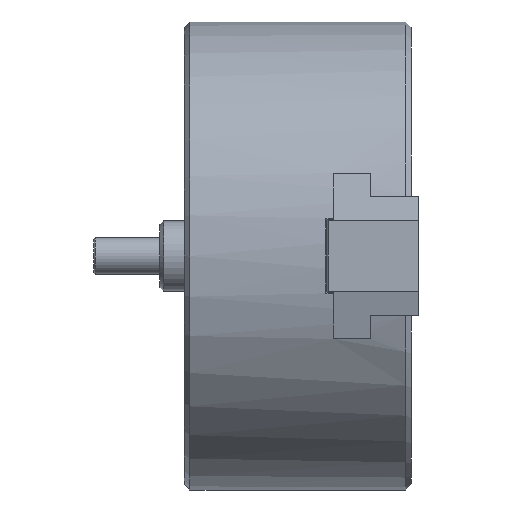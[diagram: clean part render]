
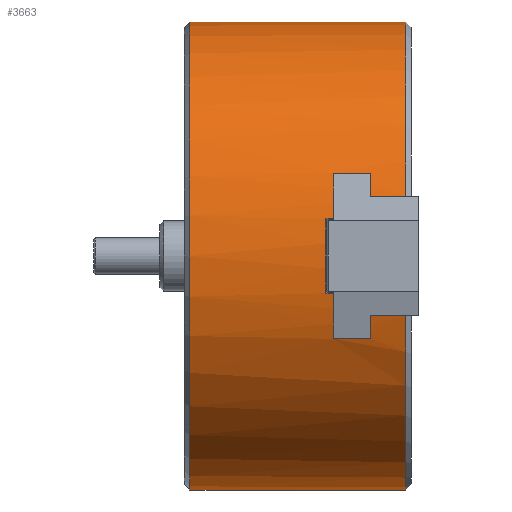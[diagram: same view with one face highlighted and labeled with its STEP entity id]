
A CAD part, front view. The second image highlights one B-rep face of the part: STEP entity #3663.
In plain terms, the highlighted cylindrical face has radius 127 mm (diameter 254 mm), a partial arc.
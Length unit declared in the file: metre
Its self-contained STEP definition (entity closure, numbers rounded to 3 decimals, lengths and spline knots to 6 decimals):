
#19 = CARTESIAN_POINT ( 'NONE',  ( 0.081, -0.125375, -0.02025 ) ) ;
#172 = CIRCLE ( 'NONE', #4975, 0.127 ) ;
#234 = AXIS2_PLACEMENT_3D ( 'NONE', #2608, #7346, #3289 ) ;
#246 = CARTESIAN_POINT ( 'NONE',  ( 0., -0.125375, -0.02025 ) ) ;
#392 = EDGE_CURVE ( 'NONE', #2430, #2915, #1162, .T. ) ;
#471 = AXIS2_PLACEMENT_3D ( 'NONE', #676, #5416, #1365 ) ;
#676 = CARTESIAN_POINT ( 'NONE',  ( 0.12, 0., 0. ) ) ;
#1162 = LINE ( 'NONE', #7873, #8175 ) ;
#1195 = CARTESIAN_POINT ( 'NONE',  ( 0.101, 0., 0. ) ) ;
#1341 = VECTOR ( 'NONE', #7412, 1. ) ;
#1365 = DIRECTION ( 'NONE',  ( 0., 0., 1. ) ) ;
#1414 = EDGE_CURVE ( 'NONE', #3915, #5765, #2743, .T. ) ;
#1418 = CARTESIAN_POINT ( 'NONE',  ( 0., 0., 0. ) ) ;
#1551 = CARTESIAN_POINT ( 'NONE',  ( 0.0767, -0.125375, 0.02025 ) ) ;
#1562 = LINE ( 'NONE', #6055, #1341 ) ;
#1738 = EDGE_CURVE ( 'NONE', #8401, #3420, #2121, .T. ) ;
#1778 = VERTEX_POINT ( 'NONE', #19 ) ;
#1790 = EDGE_LOOP ( 'NONE', ( #2301, #7012, #3514, #4875, #6382, #4567, #7643, #7361, #3083, #1814, #4951, #5852, #7075, #8671, #4561, #4658 ) ) ;
#1812 = VERTEX_POINT ( 'NONE', #8214 ) ;
#1814 = ORIENTED_EDGE ( 'NONE', *, *, #3476, .T. ) ;
#1875 = DIRECTION ( 'NONE',  ( 0., 0., -1. ) ) ;
#1913 = DIRECTION ( 'NONE',  ( -1., 0., 0. ) ) ;
#1915 = CARTESIAN_POINT ( 'NONE',  ( 0.081, 0., 0. ) ) ;
#2005 = CARTESIAN_POINT ( 'NONE',  ( 0.081, -0.125375, 0.02025 ) ) ;
#2117 = DIRECTION ( 'NONE',  ( 1., 0., 0. ) ) ;
#2121 = CIRCLE ( 'NONE', #4046, 0.127 ) ;
#2133 = CARTESIAN_POINT ( 'NONE',  ( 0., -0.122771, -0.0325 ) ) ;
#2254 = VERTEX_POINT ( 'NONE', #6231 ) ;
#2301 = ORIENTED_EDGE ( 'NONE', *, *, #5704, .F. ) ;
#2320 = AXIS2_PLACEMENT_3D ( 'NONE', #1915, #6652, #2593 ) ;
#2387 = CIRCLE ( 'NONE', #3614, 0.127 ) ;
#2406 = VERTEX_POINT ( 'NONE', #8154 ) ;
#2430 = VERTEX_POINT ( 'NONE', #6792 ) ;
#2522 = AXIS2_PLACEMENT_3D ( 'NONE', #1418, #7513, #2767 ) ;
#2524 = CARTESIAN_POINT ( 'NONE',  ( 0.12, -0.122771, -0.0325 ) ) ;
#2589 = VECTOR ( 'NONE', #6191, 1. ) ;
#2592 = DIRECTION ( 'NONE',  ( 1., 0., 0. ) ) ;
#2593 = DIRECTION ( 'NONE',  ( 0., 0., 1. ) ) ;
#2608 = CARTESIAN_POINT ( 'NONE',  ( 0.0767, 0., 0. ) ) ;
#2629 = CIRCLE ( 'NONE', #234, 0.127 ) ;
#2743 = CIRCLE ( 'NONE', #4665, 0.127 ) ;
#2767 = DIRECTION ( 'NONE',  ( 0., 0., 1. ) ) ;
#2915 = VERTEX_POINT ( 'NONE', #6751 ) ;
#2918 = EDGE_CURVE ( 'NONE', #2406, #8140, #7606, .T. ) ;
#2997 = LINE ( 'NONE', #4814, #6383 ) ;
#3016 = EDGE_CURVE ( 'NONE', #4543, #1812, #7157, .T. ) ;
#3083 = ORIENTED_EDGE ( 'NONE', *, *, #5149, .T. ) ;
#3289 = DIRECTION ( 'NONE',  ( 0., 0., 1. ) ) ;
#3420 = VERTEX_POINT ( 'NONE', #2524 ) ;
#3423 = EDGE_CURVE ( 'NONE', #2915, #5746, #2387, .T. ) ;
#3476 = EDGE_CURVE ( 'NONE', #6921, #2430, #172, .T. ) ;
#3498 = CARTESIAN_POINT ( 'NONE',  ( 0.003, 0., 0. ) ) ;
#3514 = ORIENTED_EDGE ( 'NONE', *, *, #7023, .T. ) ;
#3569 = EDGE_CURVE ( 'NONE', #8140, #4543, #1562, .T. ) ;
#3614 = AXIS2_PLACEMENT_3D ( 'NONE', #1195, #5933, #1875 ) ;
#3663 = ADVANCED_FACE ( 'NONE', ( #8021 ), #7804, .T. ) ;
#3709 = DIRECTION ( 'NONE',  ( -1., 0., 0. ) ) ;
#3844 = EDGE_CURVE ( 'NONE', #1778, #5493, #4736, .T. ) ;
#3915 = VERTEX_POINT ( 'NONE', #7766 ) ;
#3952 = CARTESIAN_POINT ( 'NONE',  ( 0.081, 0., 0. ) ) ;
#4046 = AXIS2_PLACEMENT_3D ( 'NONE', #6649, #1913, #4532 ) ;
#4178 = DIRECTION ( 'NONE',  ( 0., 0., -1. ) ) ;
#4299 = DIRECTION ( 'NONE',  ( -1., 0., 0. ) ) ;
#4385 = VECTOR ( 'NONE', #2117, 1. ) ;
#4532 = DIRECTION ( 'NONE',  ( 0., 0., 1. ) ) ;
#4543 = VERTEX_POINT ( 'NONE', #6925 ) ;
#4561 = ORIENTED_EDGE ( 'NONE', *, *, #3569, .T. ) ;
#4567 = ORIENTED_EDGE ( 'NONE', *, *, #6804, .T. ) ;
#4626 = DIRECTION ( 'NONE',  ( 0., 0., 1. ) ) ;
#4658 = ORIENTED_EDGE ( 'NONE', *, *, #3016, .T. ) ;
#4665 = AXIS2_PLACEMENT_3D ( 'NONE', #7329, #2592, #6651 ) ;
#4736 = LINE ( 'NONE', #246, #6758 ) ;
#4814 = CARTESIAN_POINT ( 'NONE',  ( 0., 0., -0.127 ) ) ;
#4875 = ORIENTED_EDGE ( 'NONE', *, *, #1414, .T. ) ;
#4951 = ORIENTED_EDGE ( 'NONE', *, *, #392, .T. ) ;
#4975 = AXIS2_PLACEMENT_3D ( 'NONE', #3952, #8699, #4626 ) ;
#5149 = EDGE_CURVE ( 'NONE', #7560, #6921, #6400, .T. ) ;
#5165 = EDGE_CURVE ( 'NONE', #5746, #2406, #7997, .T. ) ;
#5416 = DIRECTION ( 'NONE',  ( -1., 0., 0. ) ) ;
#5467 = DIRECTION ( 'NONE',  ( -1., 0., 0. ) ) ;
#5493 = VERTEX_POINT ( 'NONE', #5851 ) ;
#5704 = EDGE_CURVE ( 'NONE', #8401, #1812, #2997, .T. ) ;
#5718 = VECTOR ( 'NONE', #5995, 1. ) ;
#5746 = VERTEX_POINT ( 'NONE', #6888 ) ;
#5752 = AXIS2_PLACEMENT_3D ( 'NONE', #3498, #8238, #4178 ) ;
#5765 = VERTEX_POINT ( 'NONE', #8257 ) ;
#5851 = CARTESIAN_POINT ( 'NONE',  ( 0.0767, -0.125375, -0.02025 ) ) ;
#5852 = ORIENTED_EDGE ( 'NONE', *, *, #3423, .T. ) ;
#5854 = DIRECTION ( 'NONE',  ( 1., 0., 0. ) ) ;
#5904 = CARTESIAN_POINT ( 'NONE',  ( 0.12, 0., -0.127 ) ) ;
#5933 = DIRECTION ( 'NONE',  ( 1., 0., 0. ) ) ;
#5995 = DIRECTION ( 'NONE',  ( -1., 0., 0. ) ) ;
#6055 = CARTESIAN_POINT ( 'NONE',  ( 0., 0., 0.127 ) ) ;
#6191 = DIRECTION ( 'NONE',  ( 1., 0., 0. ) ) ;
#6231 = CARTESIAN_POINT ( 'NONE',  ( 0.081, -0.11876, -0.045 ) ) ;
#6382 = ORIENTED_EDGE ( 'NONE', *, *, #8490, .T. ) ;
#6383 = VECTOR ( 'NONE', #5467, 1. ) ;
#6400 = LINE ( 'NONE', #6854, #4385 ) ;
#6649 = CARTESIAN_POINT ( 'NONE',  ( 0.12, 0., 0. ) ) ;
#6651 = DIRECTION ( 'NONE',  ( 0., 0., -1. ) ) ;
#6652 = DIRECTION ( 'NONE',  ( -1., 0., 0. ) ) ;
#6751 = CARTESIAN_POINT ( 'NONE',  ( 0.101, -0.11876, 0.045 ) ) ;
#6758 = VECTOR ( 'NONE', #4299, 1. ) ;
#6792 = CARTESIAN_POINT ( 'NONE',  ( 0.081, -0.11876, 0.045 ) ) ;
#6804 = EDGE_CURVE ( 'NONE', #2254, #1778, #7554, .T. ) ;
#6854 = CARTESIAN_POINT ( 'NONE',  ( 0., -0.125375, 0.02025 ) ) ;
#6888 = CARTESIAN_POINT ( 'NONE',  ( 0.101, -0.122771, 0.0325 ) ) ;
#6900 = CARTESIAN_POINT ( 'NONE',  ( 0.12, 0., 0.127 ) ) ;
#6921 = VERTEX_POINT ( 'NONE', #2005 ) ;
#6925 = CARTESIAN_POINT ( 'NONE',  ( 0.003, 0., 0.127 ) ) ;
#7012 = ORIENTED_EDGE ( 'NONE', *, *, #1738, .T. ) ;
#7023 = EDGE_CURVE ( 'NONE', #3420, #3915, #8068, .T. ) ;
#7075 = ORIENTED_EDGE ( 'NONE', *, *, #5165, .T. ) ;
#7157 = CIRCLE ( 'NONE', #5752, 0.127 ) ;
#7326 = CARTESIAN_POINT ( 'NONE',  ( 0., -0.11876, -0.045 ) ) ;
#7329 = CARTESIAN_POINT ( 'NONE',  ( 0.101, 0., 0. ) ) ;
#7346 = DIRECTION ( 'NONE',  ( -1., 0., 0. ) ) ;
#7361 = ORIENTED_EDGE ( 'NONE', *, *, #8688, .T. ) ;
#7412 = DIRECTION ( 'NONE',  ( -1., 0., 0. ) ) ;
#7513 = DIRECTION ( 'NONE',  ( -1., 0., 0. ) ) ;
#7538 = LINE ( 'NONE', #7326, #5718 ) ;
#7554 = CIRCLE ( 'NONE', #2320, 0.127 ) ;
#7560 = VERTEX_POINT ( 'NONE', #1551 ) ;
#7606 = CIRCLE ( 'NONE', #471, 0.127 ) ;
#7643 = ORIENTED_EDGE ( 'NONE', *, *, #3844, .T. ) ;
#7766 = CARTESIAN_POINT ( 'NONE',  ( 0.101, -0.122771, -0.0325 ) ) ;
#7804 = CYLINDRICAL_SURFACE ( 'NONE', #2522, 0.127 ) ;
#7849 = VECTOR ( 'NONE', #3709, 1. ) ;
#7873 = CARTESIAN_POINT ( 'NONE',  ( 0., -0.11876, 0.045 ) ) ;
#7997 = LINE ( 'NONE', #8186, #2589 ) ;
#8021 = FACE_OUTER_BOUND ( 'NONE', #1790, .T. ) ;
#8068 = LINE ( 'NONE', #2133, #7849 ) ;
#8140 = VERTEX_POINT ( 'NONE', #6900 ) ;
#8154 = CARTESIAN_POINT ( 'NONE',  ( 0.12, -0.122771, 0.0325 ) ) ;
#8175 = VECTOR ( 'NONE', #5854, 1. ) ;
#8186 = CARTESIAN_POINT ( 'NONE',  ( 0., -0.122771, 0.0325 ) ) ;
#8214 = CARTESIAN_POINT ( 'NONE',  ( 0.003, 0., -0.127 ) ) ;
#8238 = DIRECTION ( 'NONE',  ( 1., 0., 0. ) ) ;
#8257 = CARTESIAN_POINT ( 'NONE',  ( 0.101, -0.11876, -0.045 ) ) ;
#8401 = VERTEX_POINT ( 'NONE', #5904 ) ;
#8490 = EDGE_CURVE ( 'NONE', #5765, #2254, #7538, .T. ) ;
#8671 = ORIENTED_EDGE ( 'NONE', *, *, #2918, .T. ) ;
#8688 = EDGE_CURVE ( 'NONE', #5493, #7560, #2629, .T. ) ;
#8699 = DIRECTION ( 'NONE',  ( -1., 0., 0. ) ) ;
